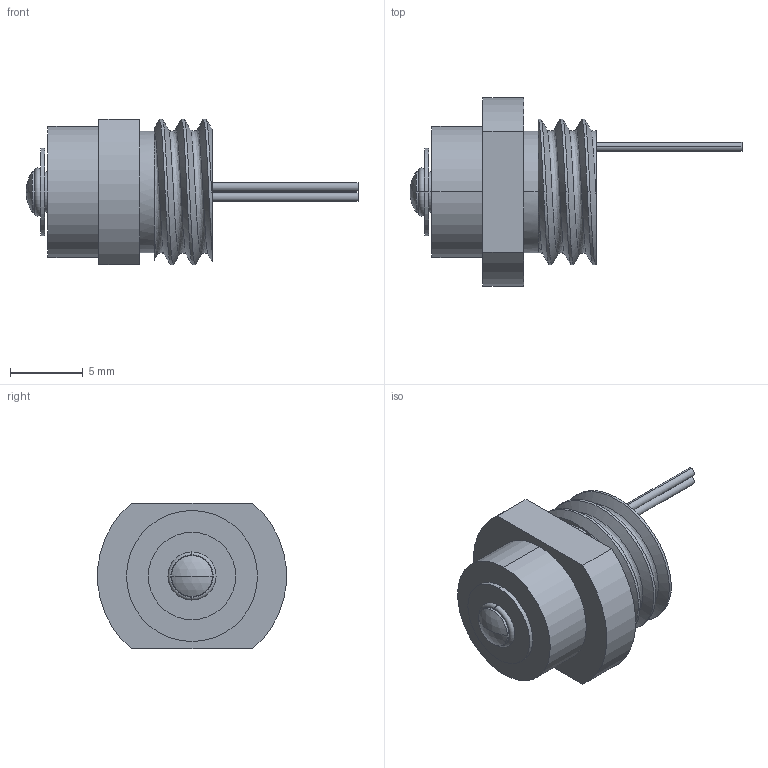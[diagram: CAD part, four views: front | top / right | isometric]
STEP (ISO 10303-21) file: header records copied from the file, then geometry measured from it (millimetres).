
FILE_DESCRIPTION (( 'STEP AP203' ), '1' );
FILE_NAME ('STM83A.STEP', '2016-06-29T13:28:27', ( '' ), ( '' ), 'SwSTEP 2.0', 'SolidWorks 2016', '' );
FILE_SCHEMA (( 'CONFIG_CONTROL_DESIGN' ));
Length unit declared in the file: millimetre
Products named in the file (1): STM83A
Bounding box: 22.8 x 12.96 x 10 mm (x, y, z)
Volume: 883.1 mm3; surface area: 769.1 mm2
Topology: 1 solids, 1 shells, 42 faces, 96 edges, 64 vertices
Faces by surface type: cylinder 22, plane 13, bspline 3, sphere 2, torus 2
Entity records: 2096 total; most frequent: CARTESIAN_POINT 1089, DIRECTION 198, ORIENTED_EDGE 192, EDGE_CURVE 96, AXIS2_PLACEMENT_3D 85, VERTEX_POINT 64, EDGE_LOOP 50, CIRCLE 45
